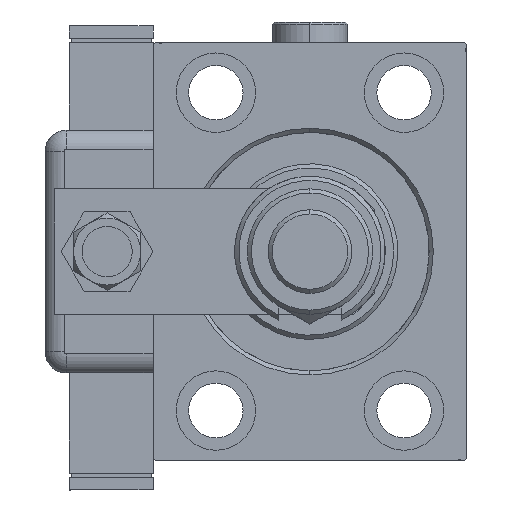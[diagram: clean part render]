
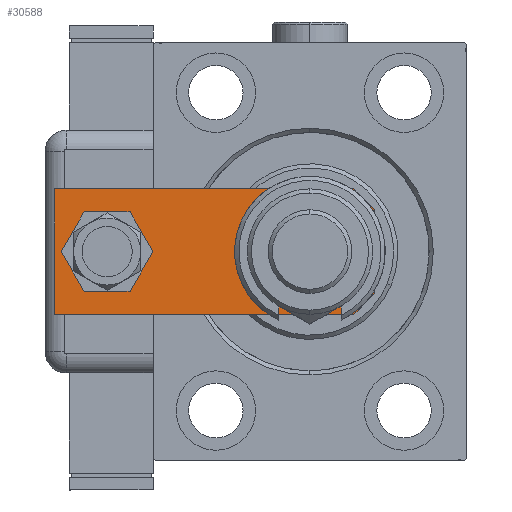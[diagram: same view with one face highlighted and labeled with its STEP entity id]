
A CAD part, left-side view. The second image highlights one B-rep face of the part: STEP entity #30588.
In plain terms, the highlighted face is planar.
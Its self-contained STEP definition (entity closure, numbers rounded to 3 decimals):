
#942 = FACE_OUTER_BOUND ( 'NONE', #7614, .T. ) ;
#1863 = CARTESIAN_POINT ( 'NONE',  ( 10., 0., 0. ) ) ;
#2107 = CARTESIAN_POINT ( 'NONE',  ( -15., 76.5, 0. ) ) ;
#2548 = DIRECTION ( 'NONE',  ( 1., 0., 0. ) ) ;
#2666 = CARTESIAN_POINT ( 'NONE',  ( -15., 5., 0. ) ) ;
#2706 = VECTOR ( 'NONE', #44836, 1000. ) ;
#5252 = VERTEX_POINT ( 'NONE', #2666 ) ;
#5808 = ORIENTED_EDGE ( 'NONE', *, *, #45785, .T. ) ;
#6104 = VERTEX_POINT ( 'NONE', #61934 ) ;
#6673 = EDGE_CURVE ( 'NONE', #15151, #10907, #19285, .T. ) ;
#6700 = CARTESIAN_POINT ( 'NONE',  ( -10., 15.5, 0. ) ) ;
#6802 = LINE ( 'NONE', #50456, #11193 ) ;
#7614 = EDGE_LOOP ( 'NONE', ( #50849, #21056, #52550, #45087, #57266, #21456 ) ) ;
#8135 = CARTESIAN_POINT ( 'NONE',  ( 7., 64., 0. ) ) ;
#10376 = CIRCLE ( 'NONE', #47553, 7. ) ;
#10684 = DIRECTION ( 'NONE',  ( -1., 0., 0. ) ) ;
#10907 = VERTEX_POINT ( 'NONE', #1863 ) ;
#11193 = VECTOR ( 'NONE', #10684, 1000. ) ;
#11268 = PLANE ( 'NONE',  #13913 ) ;
#11586 = FACE_BOUND ( 'NONE', #35022, .T. ) ;
#13913 = AXIS2_PLACEMENT_3D ( 'NONE', #34870, #35841, #54940 ) ;
#14072 = CARTESIAN_POINT ( 'NONE',  ( 15., 5., 0. ) ) ;
#14092 = VECTOR ( 'NONE', #20972, 1000. ) ;
#14429 = EDGE_CURVE ( 'NONE', #44388, #5252, #23788, .T. ) ;
#14838 = ORIENTED_EDGE ( 'NONE', *, *, #16352, .T. ) ;
#15151 = VERTEX_POINT ( 'NONE', #50467 ) ;
#15659 = DIRECTION ( 'NONE',  ( 1., 0., 0. ) ) ;
#16352 = EDGE_CURVE ( 'NONE', #28502, #47665, #10376, .T. ) ;
#17991 = DIRECTION ( 'NONE',  ( 0., 0., 1. ) ) ;
#19285 = LINE ( 'NONE', #24446, #2706 ) ;
#20972 = DIRECTION ( 'NONE',  ( -0.707, 0.707, 0. ) ) ;
#21056 = ORIENTED_EDGE ( 'NONE', *, *, #37884, .T. ) ;
#21456 = ORIENTED_EDGE ( 'NONE', *, *, #53874, .T. ) ;
#22838 = DIRECTION ( 'NONE',  ( 1., 0., 0. ) ) ;
#23788 = LINE ( 'NONE', #53241, #49523 ) ;
#24446 = CARTESIAN_POINT ( 'NONE',  ( -15., 0., 0. ) ) ;
#25357 = DIRECTION ( 'NONE',  ( 0., 0., 1. ) ) ;
#26234 = EDGE_LOOP ( 'NONE', ( #30611, #55376 ) ) ;
#28502 = VERTEX_POINT ( 'NONE', #42205 ) ;
#28519 = LINE ( 'NONE', #33677, #14092 ) ;
#28577 = VECTOR ( 'NONE', #48517, 1000. ) ;
#29086 = CARTESIAN_POINT ( 'NONE',  ( 15., 0., 0. ) ) ;
#29458 = VERTEX_POINT ( 'NONE', #6700 ) ;
#29773 = DIRECTION ( 'NONE',  ( 0., 0., 1. ) ) ;
#30220 = CIRCLE ( 'NONE', #39511, 10. ) ;
#30588 = ADVANCED_FACE ( 'NONE', ( #942, #11586, #35507 ), #11268, .F. ) ;
#30611 = ORIENTED_EDGE ( 'NONE', *, *, #56369, .T. ) ;
#30838 = CARTESIAN_POINT ( 'NONE',  ( 0., 64., 0. ) ) ;
#31239 = VECTOR ( 'NONE', #61995, 1000. ) ;
#31949 = DIRECTION ( 'NONE',  ( 0., 0., 1. ) ) ;
#33677 = CARTESIAN_POINT ( 'NONE',  ( -10., 0., 0. ) ) ;
#34625 = CARTESIAN_POINT ( 'NONE',  ( 0., 64., 0. ) ) ;
#34870 = CARTESIAN_POINT ( 'NONE',  ( 0., 0., 0. ) ) ;
#35022 = EDGE_LOOP ( 'NONE', ( #14838, #5808 ) ) ;
#35507 = FACE_BOUND ( 'NONE', #26234, .T. ) ;
#35841 = DIRECTION ( 'NONE',  ( 0., 0., 1. ) ) ;
#37884 = EDGE_CURVE ( 'NONE', #15151, #5252, #28519, .T. ) ;
#38036 = CARTESIAN_POINT ( 'NONE',  ( 15., 5., 0. ) ) ;
#39407 = EDGE_CURVE ( 'NONE', #56781, #6104, #54008, .T. ) ;
#39511 = AXIS2_PLACEMENT_3D ( 'NONE', #42876, #17991, #22838 ) ;
#40425 = EDGE_CURVE ( 'NONE', #6104, #44388, #6802, .T. ) ;
#41659 = CARTESIAN_POINT ( 'NONE',  ( 0., 15.5, 0. ) ) ;
#42205 = CARTESIAN_POINT ( 'NONE',  ( -7., 64., 0. ) ) ;
#42238 = LINE ( 'NONE', #38036, #31239 ) ;
#42876 = CARTESIAN_POINT ( 'NONE',  ( 0., 15.5, 0. ) ) ;
#43832 = DIRECTION ( 'NONE',  ( 0., -1., 0. ) ) ;
#44388 = VERTEX_POINT ( 'NONE', #2107 ) ;
#44836 = DIRECTION ( 'NONE',  ( 1., 0., 0. ) ) ;
#45087 = ORIENTED_EDGE ( 'NONE', *, *, #40425, .F. ) ;
#45785 = EDGE_CURVE ( 'NONE', #47665, #28502, #48429, .T. ) ;
#47553 = AXIS2_PLACEMENT_3D ( 'NONE', #30838, #25357, #15659 ) ;
#47665 = VERTEX_POINT ( 'NONE', #8135 ) ;
#48429 = CIRCLE ( 'NONE', #48473, 7. ) ;
#48473 = AXIS2_PLACEMENT_3D ( 'NONE', #34625, #29773, #49517 ) ;
#48517 = DIRECTION ( 'NONE',  ( 0., 1., 0. ) ) ;
#49517 = DIRECTION ( 'NONE',  ( 1., 0., 0. ) ) ;
#49523 = VECTOR ( 'NONE', #43832, 1000. ) ;
#50456 = CARTESIAN_POINT ( 'NONE',  ( 15., 76.5, 0. ) ) ;
#50467 = CARTESIAN_POINT ( 'NONE',  ( -10., 0., 0. ) ) ;
#50849 = ORIENTED_EDGE ( 'NONE', *, *, #6673, .F. ) ;
#52550 = ORIENTED_EDGE ( 'NONE', *, *, #14429, .F. ) ;
#53043 = CIRCLE ( 'NONE', #58204, 10. ) ;
#53213 = CARTESIAN_POINT ( 'NONE',  ( 10., 15.5, 0. ) ) ;
#53241 = CARTESIAN_POINT ( 'NONE',  ( -15., 76.5, 0. ) ) ;
#53874 = EDGE_CURVE ( 'NONE', #56781, #10907, #42238, .T. ) ;
#53924 = EDGE_CURVE ( 'NONE', #56746, #29458, #30220, .T. ) ;
#54008 = LINE ( 'NONE', #29086, #28577 ) ;
#54940 = DIRECTION ( 'NONE',  ( 1., 0., 0. ) ) ;
#55376 = ORIENTED_EDGE ( 'NONE', *, *, #53924, .T. ) ;
#56369 = EDGE_CURVE ( 'NONE', #29458, #56746, #53043, .T. ) ;
#56746 = VERTEX_POINT ( 'NONE', #53213 ) ;
#56781 = VERTEX_POINT ( 'NONE', #14072 ) ;
#57266 = ORIENTED_EDGE ( 'NONE', *, *, #39407, .F. ) ;
#58204 = AXIS2_PLACEMENT_3D ( 'NONE', #41659, #31949, #2548 ) ;
#61934 = CARTESIAN_POINT ( 'NONE',  ( 15., 76.5, 0. ) ) ;
#61995 = DIRECTION ( 'NONE',  ( -0.707, -0.707, 0. ) ) ;
